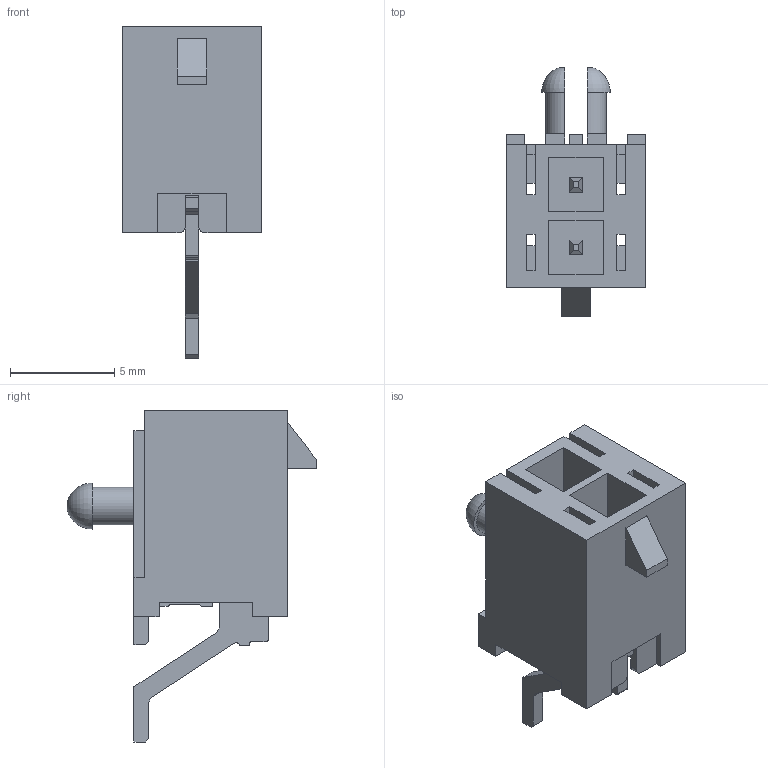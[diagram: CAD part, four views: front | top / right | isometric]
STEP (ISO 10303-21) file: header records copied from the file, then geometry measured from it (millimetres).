
FILE_DESCRIPTION(/* description */ ('Unknown'),/* implementation_level */ '2;1');
FILE_NAME(/* name */ '662102236022',/* time_stamp */ '2017-07-20T15:52:31+02:00',/* author */ ('Unknown'),/* organization */ ('Unknown'),/* preprocessor_version */ 'ST-DEVELOPER v16.7',/* originating_system */ 'DEX',/* authorisation */ $);
FILE_SCHEMA (('AUTOMOTIVE_DESIGN {1 0 10303 214 3 1 1}'));
Length unit declared in the file: millimetre
Products named in the file (4): 6621xx236022; 662002236022; 6620xx236022_PIN_COURTE; 6620xx236022_PIN_LONGUE
Assembly tree (3 placements, depth 2):
  6621xx236022
    662002236022
    6620xx236022_PIN_COURTE
    6620xx236022_PIN_LONGUE
Bounding box: 6.7 x 11.96 x 15.9 mm (x, y, z)
Volume: 323.1 mm3; surface area: 843.7 mm2
Topology: 3 solids, 3 shells, 190 faces, 557 edges, 368 vertices
Faces by surface type: plane 175, cylinder 13, torus 2
Entity records: 6323 total; most frequent: CARTESIAN_POINT 1119, ORIENTED_EDGE 1114, DIRECTION 981, EDGE_CURVE 557, LINE 521, VECTOR 521, VERTEX_POINT 368, AXIS2_PLACEMENT_3D 230
